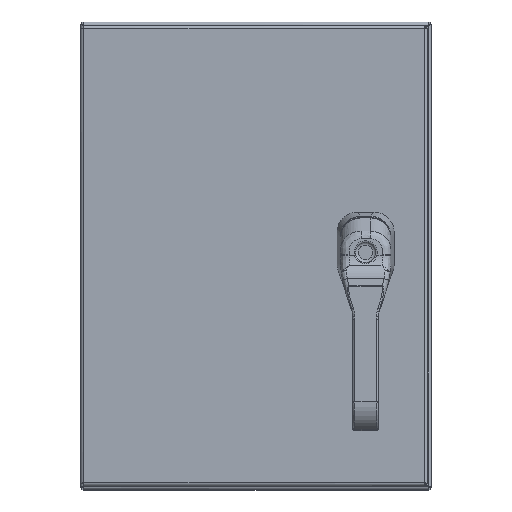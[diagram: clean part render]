
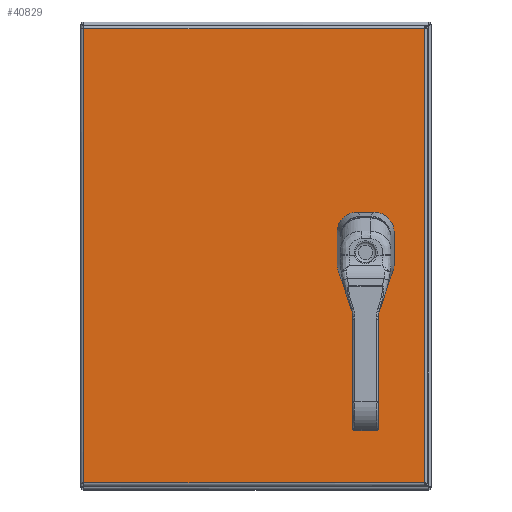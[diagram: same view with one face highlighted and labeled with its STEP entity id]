
A CAD part, top view. The second image highlights one B-rep face of the part: STEP entity #40829.
In plain terms, the highlighted planar face has unit normal (0, 0, 1).
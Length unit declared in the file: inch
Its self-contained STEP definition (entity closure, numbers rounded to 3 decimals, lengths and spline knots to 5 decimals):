
#208 = EDGE_LOOP ( 'NONE', ( #54862 ) ) ;
#1401 = LINE ( 'NONE', #11183, #64609 ) ;
#1422 = DIRECTION ( 'NONE',  ( 0., 0., 1. ) ) ;
#1869 = CARTESIAN_POINT ( 'NONE',  ( 9.61, 6.62197, 8.9175 ) ) ;
#3179 = VERTEX_POINT ( 'NONE', #36260 ) ;
#3649 = LINE ( 'NONE', #13222, #36514 ) ;
#3762 = FACE_BOUND ( 'NONE', #55707, .T. ) ;
#3776 = DIRECTION ( 'NONE',  ( 1., 0., 0. ) ) ;
#4356 = EDGE_CURVE ( 'NONE', #63688, #63688, #21198, .T. ) ;
#4821 = DIRECTION ( 'NONE',  ( 0., -1., 0. ) ) ;
#5768 = EDGE_CURVE ( 'NONE', #72049, #72049, #57185, .T. ) ;
#6722 = ORIENTED_EDGE ( 'NONE', *, *, #17510, .F. ) ;
#6896 = DIRECTION ( 'NONE',  ( -1., 0., 0. ) ) ;
#6933 = CARTESIAN_POINT ( 'NONE',  ( 9.96262, 8.4, 8.9175 ) ) ;
#7674 = ORIENTED_EDGE ( 'NONE', *, *, #57650, .F. ) ;
#8583 = VERTEX_POINT ( 'NONE', #11677 ) ;
#9410 = CIRCLE ( 'NONE', #58130, 0.453 ) ;
#11183 = CARTESIAN_POINT ( 'NONE',  ( 10.15, 8., 8.9175 ) ) ;
#11206 = CIRCLE ( 'NONE', #11217, 0.453 ) ;
#11217 = AXIS2_PLACEMENT_3D ( 'NONE', #35217, #1422, #69113 ) ;
#11424 = DIRECTION ( 'NONE',  ( 0., 1., 0. ) ) ;
#11677 = CARTESIAN_POINT ( 'NONE',  ( 9.35, 7.78738, 8.9175 ) ) ;
#12613 = VECTOR ( 'NONE', #4821, 39.37008 ) ;
#13108 = DIRECTION ( 'NONE',  ( -1., 0., 0. ) ) ;
#13222 = CARTESIAN_POINT ( 'NONE',  ( 5.9375, 8.4, 8.9175 ) ) ;
#13291 = DIRECTION ( 'NONE',  ( 0., 0., 1. ) ) ;
#13304 = CARTESIAN_POINT ( 'NONE',  ( 0.10525, 0.23025, 8.9175 ) ) ;
#13919 = DIRECTION ( 'NONE',  ( 0., 0., 1. ) ) ;
#14488 = VERTEX_POINT ( 'NONE', #50124 ) ;
#15660 = CARTESIAN_POINT ( 'NONE',  ( 9.75, 8., 8.9175 ) ) ;
#16423 = AXIS2_PLACEMENT_3D ( 'NONE', #22793, #62652, #6896 ) ;
#16480 = ORIENTED_EDGE ( 'NONE', *, *, #21862, .F. ) ;
#17510 = EDGE_CURVE ( 'NONE', #55612, #54391, #3649, .T. ) ;
#17815 = ORIENTED_EDGE ( 'NONE', *, *, #17947, .F. ) ;
#17947 = EDGE_CURVE ( 'NONE', #33358, #27881, #70203, .T. ) ;
#18860 = CARTESIAN_POINT ( 'NONE',  ( 5.9375, 0.23025, 8.9175 ) ) ;
#19087 = DIRECTION ( 'NONE',  ( 1., 0., 0. ) ) ;
#20859 = DIRECTION ( 'NONE',  ( -1., 0., 0. ) ) ;
#20925 = EDGE_CURVE ( 'NONE', #54391, #40075, #9410, .T. ) ;
#21042 = VERTEX_POINT ( 'NONE', #38214 ) ;
#21141 = DIRECTION ( 'NONE',  ( 0., 0., 1. ) ) ;
#21198 = CIRCLE ( 'NONE', #37720, 0.14 ) ;
#21489 = ORIENTED_EDGE ( 'NONE', *, *, #52056, .F. ) ;
#21497 = FACE_BOUND ( 'NONE', #208, .T. ) ;
#21783 = DIRECTION ( 'NONE',  ( -1., 0., 0. ) ) ;
#21862 = EDGE_CURVE ( 'NONE', #28268, #28268, #66046, .T. ) ;
#22113 = AXIS2_PLACEMENT_3D ( 'NONE', #42937, #13919, #65396 ) ;
#22506 = ORIENTED_EDGE ( 'NONE', *, *, #45925, .F. ) ;
#22793 = CARTESIAN_POINT ( 'NONE',  ( 9.75, 6.62197, 8.9175 ) ) ;
#25247 = CIRCLE ( 'NONE', #48800, 0.453 ) ;
#25517 = EDGE_LOOP ( 'NONE', ( #16480 ) ) ;
#25617 = EDGE_CURVE ( 'NONE', #57553, #3179, #70272, .T. ) ;
#27122 = VECTOR ( 'NONE', #3776, 39.37008 ) ;
#27881 = VERTEX_POINT ( 'NONE', #66397 ) ;
#28268 = VERTEX_POINT ( 'NONE', #38103 ) ;
#28424 = CARTESIAN_POINT ( 'NONE',  ( 9.96262, 7.6, 8.9175 ) ) ;
#28946 = ORIENTED_EDGE ( 'NONE', *, *, #67195, .F. ) ;
#30362 = CARTESIAN_POINT ( 'NONE',  ( 9.75, 8., 8.9175 ) ) ;
#30436 = CARTESIAN_POINT ( 'NONE',  ( 5.9375, 8., 8.9175 ) ) ;
#31263 = LINE ( 'NONE', #31622, #12613 ) ;
#31622 = CARTESIAN_POINT ( 'NONE',  ( 11.76975, 8., 8.9175 ) ) ;
#31730 = ORIENTED_EDGE ( 'NONE', *, *, #20925, .F. ) ;
#32530 = DIRECTION ( 'NONE',  ( -1., 0., 0. ) ) ;
#33061 = EDGE_CURVE ( 'NONE', #40075, #8583, #70768, .T. ) ;
#33219 = ORIENTED_EDGE ( 'NONE', *, *, #37733, .F. ) ;
#33358 = VERTEX_POINT ( 'NONE', #28424 ) ;
#33657 = EDGE_LOOP ( 'NONE', ( #21489, #28946, #50396, #22506 ) ) ;
#35217 = CARTESIAN_POINT ( 'NONE',  ( 9.75, 8., 8.9175 ) ) ;
#36260 = CARTESIAN_POINT ( 'NONE',  ( 11.76975, 15.76975, 8.9175 ) ) ;
#36363 = AXIS2_PLACEMENT_3D ( 'NONE', #30436, #41674, #13108 ) ;
#36514 = VECTOR ( 'NONE', #32530, 39.37008 ) ;
#37660 = CARTESIAN_POINT ( 'NONE',  ( 9.35, 8.21262, 8.9175 ) ) ;
#37720 = AXIS2_PLACEMENT_3D ( 'NONE', #38179, #60918, #20859 ) ;
#37733 = EDGE_CURVE ( 'NONE', #27881, #21042, #1401, .T. ) ;
#38103 = CARTESIAN_POINT ( 'NONE',  ( 9.61, 7.11397, 8.9175 ) ) ;
#38179 = CARTESIAN_POINT ( 'NONE',  ( 9.75, 8.88497, 8.9175 ) ) ;
#38214 = CARTESIAN_POINT ( 'NONE',  ( 10.15, 8.21262, 8.9175 ) ) ;
#39256 = CARTESIAN_POINT ( 'NONE',  ( 0.10525, 8., 8.9175 ) ) ;
#39291 = DIRECTION ( 'NONE',  ( 0., -1., 0. ) ) ;
#40067 = LINE ( 'NONE', #39256, #63268 ) ;
#40075 = VERTEX_POINT ( 'NONE', #37660 ) ;
#40429 = ORIENTED_EDGE ( 'NONE', *, *, #57210, .F. ) ;
#40829 = ADVANCED_FACE ( 'NONE', ( #21497, #60732, #53559, #3762, #65131 ), #57925, .F. ) ;
#41624 = VERTEX_POINT ( 'NONE', #48045 ) ;
#41674 = DIRECTION ( 'NONE',  ( 0., 0., -1. ) ) ;
#41700 = CARTESIAN_POINT ( 'NONE',  ( 5.9375, 15.76975, 8.9175 ) ) ;
#42937 = CARTESIAN_POINT ( 'NONE',  ( 9.75, 8., 8.9175 ) ) ;
#43096 = ORIENTED_EDGE ( 'NONE', *, *, #70710, .F. ) ;
#44527 = DIRECTION ( 'NONE',  ( 0., 1., 0. ) ) ;
#45332 = VECTOR ( 'NONE', #19087, 39.37008 ) ;
#45925 = EDGE_CURVE ( 'NONE', #69614, #57553, #40067, .T. ) ;
#47621 = VECTOR ( 'NONE', #39291, 39.37008 ) ;
#47685 = LINE ( 'NONE', #71938, #27122 ) ;
#47976 = VECTOR ( 'NONE', #70107, 39.37008 ) ;
#48045 = CARTESIAN_POINT ( 'NONE',  ( 11.76975, 0.23025, 8.9175 ) ) ;
#48800 = AXIS2_PLACEMENT_3D ( 'NONE', #30362, #13291, #64277 ) ;
#50042 = AXIS2_PLACEMENT_3D ( 'NONE', #56371, #61120, #21783 ) ;
#50124 = CARTESIAN_POINT ( 'NONE',  ( 9.53738, 7.6, 8.9175 ) ) ;
#50396 = ORIENTED_EDGE ( 'NONE', *, *, #25617, .F. ) ;
#51699 = CARTESIAN_POINT ( 'NONE',  ( 9.53738, 8.4, 8.9175 ) ) ;
#51968 = CARTESIAN_POINT ( 'NONE',  ( 0.10525, 15.76975, 8.9175 ) ) ;
#52056 = EDGE_CURVE ( 'NONE', #41624, #69614, #54216, .T. ) ;
#53559 = FACE_BOUND ( 'NONE', #59292, .T. ) ;
#54216 = LINE ( 'NONE', #18860, #47976 ) ;
#54391 = VERTEX_POINT ( 'NONE', #51699 ) ;
#54862 = ORIENTED_EDGE ( 'NONE', *, *, #5768, .F. ) ;
#55612 = VERTEX_POINT ( 'NONE', #6933 ) ;
#55707 = EDGE_LOOP ( 'NONE', ( #6722, #7674, #33219, #17815, #40429, #43096, #59177, #31730 ) ) ;
#56371 = CARTESIAN_POINT ( 'NONE',  ( 9.75, 7.11397, 8.9175 ) ) ;
#57185 = CIRCLE ( 'NONE', #16423, 0.14 ) ;
#57210 = EDGE_CURVE ( 'NONE', #14488, #33358, #47685, .T. ) ;
#57553 = VERTEX_POINT ( 'NONE', #51968 ) ;
#57650 = EDGE_CURVE ( 'NONE', #21042, #55612, #11206, .T. ) ;
#57925 = PLANE ( 'NONE',  #36363 ) ;
#58130 = AXIS2_PLACEMENT_3D ( 'NONE', #15660, #21141, #72136 ) ;
#59177 = ORIENTED_EDGE ( 'NONE', *, *, #33061, .F. ) ;
#59292 = EDGE_LOOP ( 'NONE', ( #63379 ) ) ;
#60732 = FACE_BOUND ( 'NONE', #25517, .T. ) ;
#60918 = DIRECTION ( 'NONE',  ( 0., 0., 1. ) ) ;
#61120 = DIRECTION ( 'NONE',  ( 0., 0., 1. ) ) ;
#62652 = DIRECTION ( 'NONE',  ( 0., 0., 1. ) ) ;
#62766 = CARTESIAN_POINT ( 'NONE',  ( 9.35, 8., 8.9175 ) ) ;
#63268 = VECTOR ( 'NONE', #44527, 39.37008 ) ;
#63379 = ORIENTED_EDGE ( 'NONE', *, *, #4356, .F. ) ;
#63688 = VERTEX_POINT ( 'NONE', #69067 ) ;
#64277 = DIRECTION ( 'NONE',  ( -1., 0., 0. ) ) ;
#64609 = VECTOR ( 'NONE', #11424, 39.37008 ) ;
#65131 = FACE_OUTER_BOUND ( 'NONE', #33657, .T. ) ;
#65396 = DIRECTION ( 'NONE',  ( -1., 0., 0. ) ) ;
#66046 = CIRCLE ( 'NONE', #50042, 0.14 ) ;
#66397 = CARTESIAN_POINT ( 'NONE',  ( 10.15, 7.78738, 8.9175 ) ) ;
#67195 = EDGE_CURVE ( 'NONE', #3179, #41624, #31263, .T. ) ;
#69067 = CARTESIAN_POINT ( 'NONE',  ( 9.61, 8.88497, 8.9175 ) ) ;
#69113 = DIRECTION ( 'NONE',  ( -1., 0., 0. ) ) ;
#69614 = VERTEX_POINT ( 'NONE', #13304 ) ;
#70107 = DIRECTION ( 'NONE',  ( -1., 0., 0. ) ) ;
#70203 = CIRCLE ( 'NONE', #22113, 0.453 ) ;
#70272 = LINE ( 'NONE', #41700, #45332 ) ;
#70710 = EDGE_CURVE ( 'NONE', #8583, #14488, #25247, .T. ) ;
#70768 = LINE ( 'NONE', #62766, #47621 ) ;
#71938 = CARTESIAN_POINT ( 'NONE',  ( 5.9375, 7.6, 8.9175 ) ) ;
#72049 = VERTEX_POINT ( 'NONE', #1869 ) ;
#72136 = DIRECTION ( 'NONE',  ( -1., 0., 0. ) ) ;
